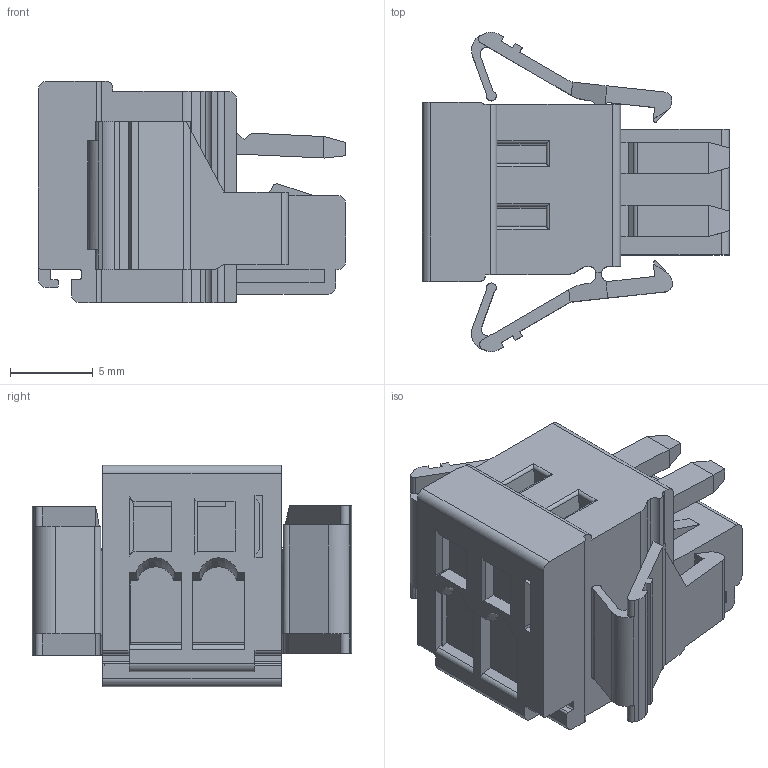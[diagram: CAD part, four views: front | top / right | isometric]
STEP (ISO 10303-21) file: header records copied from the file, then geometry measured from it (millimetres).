
FILE_DESCRIPTION((''),'2;1');
FILE_NAME('00A1','2020-06-08T',('Administrator'),(''),'PRO/ENGINEER BY PARAMETRIC TECHNOLOGY CORPORATION, 2010280','PRO/ENGINEER BY PARAMETRIC TECHNOLOGY CORPORATION, 2010280','');
FILE_SCHEMA(('CONFIG_CONTROL_DESIGN'));
Length unit declared in the file: millimetre
Products named in the file (1): 00A1
Bounding box: 18.6 x 19.35 x 13.4 mm (x, y, z)
Volume: 1949 mm3; surface area: 1897.9 mm2
Topology: 1 solids, 29 shells, 492 faces, 1305 edges, 883 vertices
Faces by surface type: plane 319, cylinder 111, cone 60, bspline 2
Entity records: 15632 total; most frequent: CARTESIAN_POINT 3160, ORIENTED_EDGE 2610, DIRECTION 2561, EDGE_CURVE 1305, VERTEX_POINT 883, VECTOR 859, LINE 859, AXIS2_PLACEMENT_3D 851
